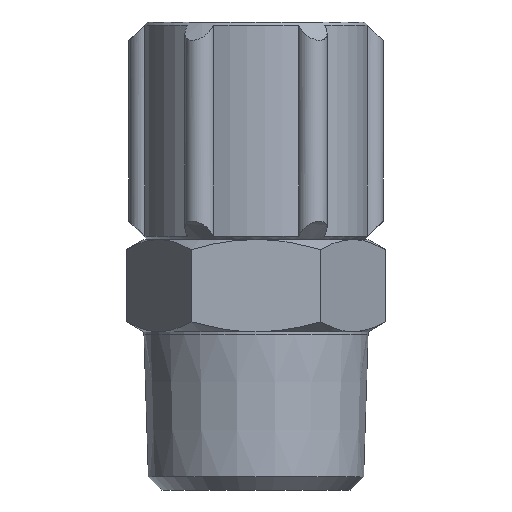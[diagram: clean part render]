
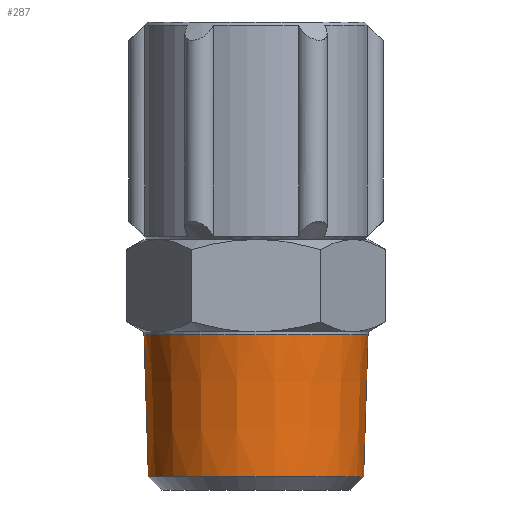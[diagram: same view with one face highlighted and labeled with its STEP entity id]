
A CAD part, front view. The second image highlights one B-rep face of the part: STEP entity #287.
In plain terms, the highlighted conical face has half-angle 1.79 degrees and reference radius 8.32 mm.
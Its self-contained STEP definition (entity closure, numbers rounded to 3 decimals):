
#143=CARTESIAN_POINT('',(8.5,0.,-5.992));
#144=VERTEX_POINT('',#143);
#196=CARTESIAN_POINT('',(-8.5,0.,-5.992));
#197=VERTEX_POINT('',#196);
#204=CARTESIAN_POINT('',(0.,0.,-5.992));
#205=DIRECTION('',(0.0,0.0,1.0));
#206=DIRECTION('',(1.0,0.0,0.0));
#207=AXIS2_PLACEMENT_3D('',#204,#205,#206);
#208=CIRCLE('',#207,8.5);
#209=EDGE_CURVE('',#197,#144,#208,.T.);
#256=CARTESIAN_POINT('',(0.,0.,-11.75));
#257=DIRECTION('',(0.0,0.,1.0));
#258=DIRECTION('',(-1.0,0.0,0.0));
#259=AXIS2_PLACEMENT_3D('',#256,#257,#258);
#260=CONICAL_SURFACE('',#259,8.32,1.79);
#261=CARTESIAN_POINT('',(-8.164,0.,-16.75));
#262=VERTEX_POINT('',#261);
#263=CARTESIAN_POINT('',(-8.164,0.,-16.75));
#264=DIRECTION('',(-0.031,0.,1.));
#265=VECTOR('',#264,10.764);
#266=LINE('',#263,#265);
#267=EDGE_CURVE('',#262,#197,#266,.T.);
#268=ORIENTED_EDGE('',*,*,#267,.F.);
#269=CARTESIAN_POINT('',(8.164,0.,-16.75));
#270=VERTEX_POINT('',#269);
#271=CARTESIAN_POINT('',(0.,0.,-16.75));
#272=DIRECTION('',(0.0,0.0,-1.0));
#273=DIRECTION('',(1.0,0.0,0.0));
#274=AXIS2_PLACEMENT_3D('',#271,#272,#273);
#275=CIRCLE('',#274,8.164);
#276=EDGE_CURVE('',#270,#262,#275,.T.);
#277=ORIENTED_EDGE('',*,*,#276,.F.);
#278=CARTESIAN_POINT('',(8.164,0.,-16.75));
#279=DIRECTION('',(0.031,0.,1.));
#280=VECTOR('',#279,10.764);
#281=LINE('',#278,#280);
#282=EDGE_CURVE('',#270,#144,#281,.T.);
#283=ORIENTED_EDGE('',*,*,#282,.T.);
#284=ORIENTED_EDGE('',*,*,#209,.F.);
#285=EDGE_LOOP('',(#268,#277,#283,#284));
#286=FACE_OUTER_BOUND('',#285,.T.);
#287=ADVANCED_FACE('',(#286),#260,.T.);
